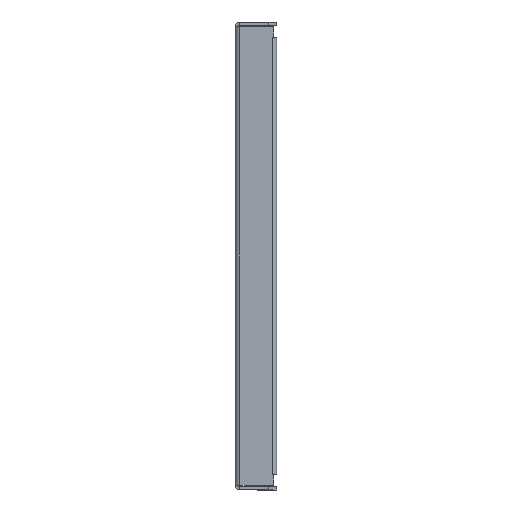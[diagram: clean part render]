
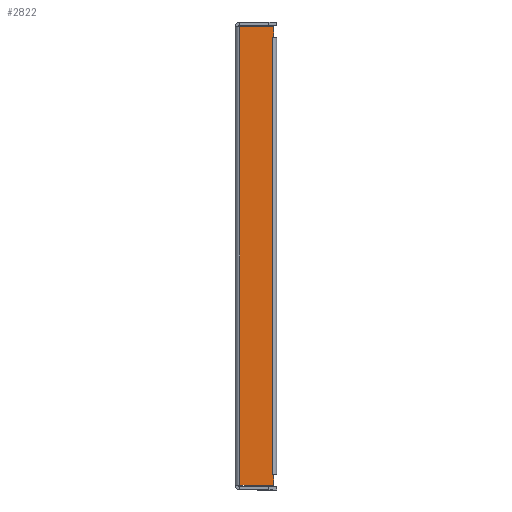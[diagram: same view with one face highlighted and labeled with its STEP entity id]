
A CAD part, front view. The second image highlights one B-rep face of the part: STEP entity #2822.
In plain terms, the highlighted planar face has unit normal (0, -1, 0).
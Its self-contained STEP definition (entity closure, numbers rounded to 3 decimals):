
#126 = LINE ( 'NONE', #6510, #6413 ) ;
#191 = LINE ( 'NONE', #7833, #7739 ) ;
#263 = VERTEX_POINT ( 'NONE', #4625 ) ;
#365 = CARTESIAN_POINT ( 'NONE',  ( 1., -47., 150. ) ) ;
#457 = DIRECTION ( 'NONE',  ( 0., 1., 0. ) ) ;
#743 = ORIENTED_EDGE ( 'NONE', *, *, #5416, .T. ) ;
#1089 = ORIENTED_EDGE ( 'NONE', *, *, #6272, .T. ) ;
#1273 = VECTOR ( 'NONE', #2402, 1000. ) ;
#1669 = CARTESIAN_POINT ( 'NONE',  ( 23., -47., 0. ) ) ;
#1694 = VECTOR ( 'NONE', #9068, 1000. ) ;
#2180 = EDGE_CURVE ( 'NONE', #6255, #9332, #2321, .T. ) ;
#2272 = CARTESIAN_POINT ( 'NONE',  ( 23., -47., -143. ) ) ;
#2321 = LINE ( 'NONE', #365, #9161 ) ;
#2402 = DIRECTION ( 'NONE',  ( 0., 0., 1. ) ) ;
#2822 = ADVANCED_FACE ( 'NONE', ( #4162 ), #3351, .F. ) ;
#2911 = DIRECTION ( 'NONE',  ( -1., 0., 0. ) ) ;
#3060 = CARTESIAN_POINT ( 'NONE',  ( 0., -47., -143. ) ) ;
#3320 = EDGE_LOOP ( 'NONE', ( #8234, #7834, #8870, #743, #6241, #7006, #1089, #6850 ) ) ;
#3351 = PLANE ( 'NONE',  #6688 ) ;
#3377 = LINE ( 'NONE', #3950, #9287 ) ;
#3413 = CARTESIAN_POINT ( 'NONE',  ( 23., -47., -150. ) ) ;
#3696 = CARTESIAN_POINT ( 'NONE',  ( 1., -47., 150. ) ) ;
#3950 = CARTESIAN_POINT ( 'NONE',  ( 22., -47., -143. ) ) ;
#4156 = DIRECTION ( 'NONE',  ( 0., 0., 1. ) ) ;
#4162 = FACE_OUTER_BOUND ( 'NONE', #3320, .T. ) ;
#4625 = CARTESIAN_POINT ( 'NONE',  ( 22., -47., -143. ) ) ;
#4702 = LINE ( 'NONE', #6219, #5136 ) ;
#5114 = DIRECTION ( 'NONE',  ( 1., 0., 0. ) ) ;
#5136 = VECTOR ( 'NONE', #4156, 1000. ) ;
#5139 = EDGE_CURVE ( 'NONE', #7080, #9332, #191, .T. ) ;
#5173 = LINE ( 'NONE', #1669, #1273 ) ;
#5175 = CARTESIAN_POINT ( 'NONE',  ( 23., -47., 143. ) ) ;
#5329 = CARTESIAN_POINT ( 'NONE',  ( 0., -47., -150. ) ) ;
#5363 = LINE ( 'NONE', #3060, #6027 ) ;
#5416 = EDGE_CURVE ( 'NONE', #6100, #7080, #4702, .T. ) ;
#5693 = CARTESIAN_POINT ( 'NONE',  ( 23., -47., 150. ) ) ;
#6027 = VECTOR ( 'NONE', #5114, 1000. ) ;
#6050 = DIRECTION ( 'NONE',  ( 0., 0., 1. ) ) ;
#6054 = EDGE_CURVE ( 'NONE', #263, #9439, #5363, .T. ) ;
#6060 = CARTESIAN_POINT ( 'NONE',  ( 1., -47., -150. ) ) ;
#6100 = VERTEX_POINT ( 'NONE', #5175 ) ;
#6219 = CARTESIAN_POINT ( 'NONE',  ( 23., -47., 0. ) ) ;
#6241 = ORIENTED_EDGE ( 'NONE', *, *, #5139, .T. ) ;
#6255 = VERTEX_POINT ( 'NONE', #6060 ) ;
#6272 = EDGE_CURVE ( 'NONE', #6255, #6896, #7155, .T. ) ;
#6413 = VECTOR ( 'NONE', #2911, 1000. ) ;
#6510 = CARTESIAN_POINT ( 'NONE',  ( 0., -47., 143. ) ) ;
#6688 = AXIS2_PLACEMENT_3D ( 'NONE', #8395, #457, #6957 ) ;
#6850 = ORIENTED_EDGE ( 'NONE', *, *, #9493, .T. ) ;
#6896 = VERTEX_POINT ( 'NONE', #3413 ) ;
#6957 = DIRECTION ( 'NONE',  ( -1., 0., 0. ) ) ;
#6970 = CARTESIAN_POINT ( 'NONE',  ( 22., -47., 143. ) ) ;
#7006 = ORIENTED_EDGE ( 'NONE', *, *, #2180, .F. ) ;
#7080 = VERTEX_POINT ( 'NONE', #5693 ) ;
#7155 = LINE ( 'NONE', #5329, #1694 ) ;
#7739 = VECTOR ( 'NONE', #8591, 1000. ) ;
#7833 = CARTESIAN_POINT ( 'NONE',  ( 0., -47., 150. ) ) ;
#7834 = ORIENTED_EDGE ( 'NONE', *, *, #8314, .T. ) ;
#8234 = ORIENTED_EDGE ( 'NONE', *, *, #6054, .F. ) ;
#8314 = EDGE_CURVE ( 'NONE', #263, #8328, #3377, .T. ) ;
#8328 = VERTEX_POINT ( 'NONE', #6970 ) ;
#8395 = CARTESIAN_POINT ( 'NONE',  ( 0., -47., 0. ) ) ;
#8407 = DIRECTION ( 'NONE',  ( 0., 0., 1. ) ) ;
#8591 = DIRECTION ( 'NONE',  ( -1., 0., 0. ) ) ;
#8709 = EDGE_CURVE ( 'NONE', #6100, #8328, #126, .T. ) ;
#8870 = ORIENTED_EDGE ( 'NONE', *, *, #8709, .F. ) ;
#9068 = DIRECTION ( 'NONE',  ( 1., 0., 0. ) ) ;
#9161 = VECTOR ( 'NONE', #8407, 1000. ) ;
#9287 = VECTOR ( 'NONE', #6050, 1000. ) ;
#9332 = VERTEX_POINT ( 'NONE', #3696 ) ;
#9439 = VERTEX_POINT ( 'NONE', #2272 ) ;
#9493 = EDGE_CURVE ( 'NONE', #6896, #9439, #5173, .T. ) ;
